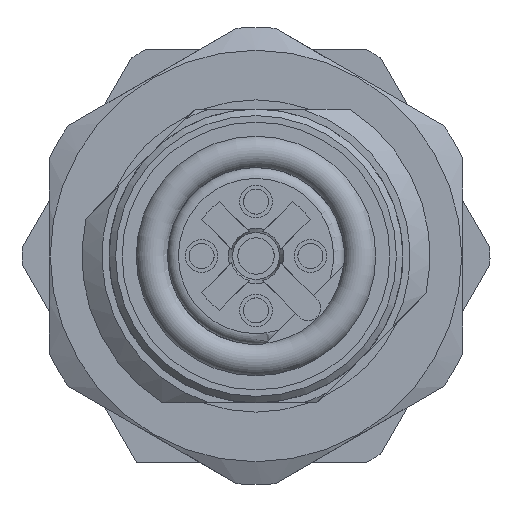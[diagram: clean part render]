
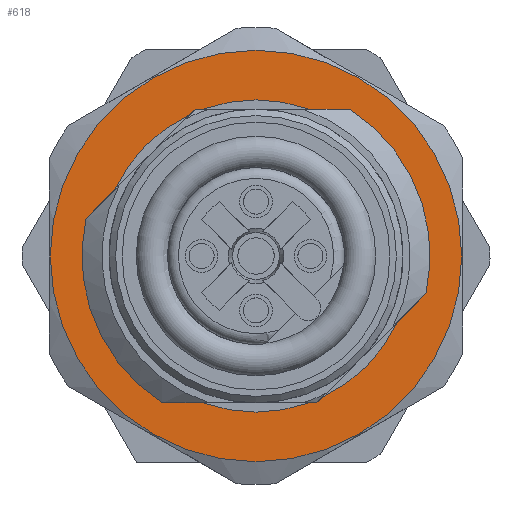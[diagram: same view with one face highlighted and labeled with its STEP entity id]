
A CAD part, front view. The second image highlights one B-rep face of the part: STEP entity #618.
In plain terms, the highlighted planar face has unit normal (0, -1, 0).
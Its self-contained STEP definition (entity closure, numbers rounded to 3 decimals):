
#142=PLANE('',#3730);
#618=ADVANCED_FACE('',(#1147,#1148),#142,.T.);
#835=LINE('',#6852,#1014);
#841=LINE('',#6863,#1020);
#843=LINE('',#6867,#1022);
#844=LINE('',#6869,#1023);
#849=LINE('',#6878,#1028);
#855=LINE('',#6889,#1034);
#857=LINE('',#6893,#1036);
#862=LINE('',#6902,#1041);
#1014=VECTOR('',#4610,1.);
#1020=VECTOR('',#4616,1.);
#1022=VECTOR('',#4620,1.);
#1023=VECTOR('',#4621,1.);
#1028=VECTOR('',#4628,1.);
#1034=VECTOR('',#4634,1.);
#1036=VECTOR('',#4638,1.);
#1041=VECTOR('',#4643,1.);
#1147=FACE_BOUND('',#1392,.T.);
#1148=FACE_BOUND('',#1393,.T.);
#1392=EDGE_LOOP('',(#2246));
#1393=EDGE_LOOP('',(#2247,#2248,#2249,#2250,#2251,#2252,#2253,#2254,#2255,
#2256,#2257,#2258,#2259,#2260));
#2246=ORIENTED_EDGE('',*,*,#3106,.F.);
#2247=ORIENTED_EDGE('',*,*,#3084,.F.);
#2248=ORIENTED_EDGE('',*,*,#3107,.F.);
#2249=ORIENTED_EDGE('',*,*,#3078,.F.);
#2250=ORIENTED_EDGE('',*,*,#2685,.T.);
#2251=ORIENTED_EDGE('',*,*,#3105,.F.);
#2252=ORIENTED_EDGE('',*,*,#3108,.F.);
#2253=ORIENTED_EDGE('',*,*,#3100,.F.);
#2254=ORIENTED_EDGE('',*,*,#3098,.F.);
#2255=ORIENTED_EDGE('',*,*,#3109,.F.);
#2256=ORIENTED_EDGE('',*,*,#3092,.F.);
#2257=ORIENTED_EDGE('',*,*,#2794,.T.);
#2258=ORIENTED_EDGE('',*,*,#3086,.T.);
#2259=ORIENTED_EDGE('',*,*,#3110,.F.);
#2260=ORIENTED_EDGE('',*,*,#3087,.T.);
#2373=VERTEX_POINT('',#4765);
#2374=VERTEX_POINT('',#4766);
#2456=VERTEX_POINT('',#5117);
#2457=VERTEX_POINT('',#5118);
#2631=VERTEX_POINT('',#6853);
#2635=VERTEX_POINT('',#6862);
#2636=VERTEX_POINT('',#6864);
#2637=VERTEX_POINT('',#6868);
#2638=VERTEX_POINT('',#6870);
#2641=VERTEX_POINT('',#6879);
#2645=VERTEX_POINT('',#6888);
#2646=VERTEX_POINT('',#6890);
#2647=VERTEX_POINT('',#6894);
#2650=VERTEX_POINT('',#6901);
#2651=VERTEX_POINT('',#6905);
#2685=EDGE_CURVE('',#2373,#2374,#3156,.T.);
#2794=EDGE_CURVE('',#2456,#2457,#3209,.T.);
#3078=EDGE_CURVE('',#2373,#2631,#835,.T.);
#3084=EDGE_CURVE('',#2635,#2636,#841,.T.);
#3086=EDGE_CURVE('',#2457,#2637,#843,.T.);
#3087=EDGE_CURVE('',#2638,#2636,#844,.T.);
#3092=EDGE_CURVE('',#2456,#2641,#849,.T.);
#3098=EDGE_CURVE('',#2645,#2646,#855,.T.);
#3100=EDGE_CURVE('',#2646,#2647,#857,.T.);
#3105=EDGE_CURVE('',#2650,#2374,#862,.T.);
#3106=EDGE_CURVE('',#2651,#2651,#3344,.T.);
#3107=EDGE_CURVE('',#2631,#2635,#3345,.T.);
#3108=EDGE_CURVE('',#2647,#2650,#3346,.T.);
#3109=EDGE_CURVE('',#2641,#2645,#3347,.T.);
#3110=EDGE_CURVE('',#2638,#2637,#3348,.T.);
#3156=CIRCLE('',#3372,8.);
#3209=CIRCLE('',#3479,8.);
#3344=CIRCLE('',#3725,9.45);
#3345=CIRCLE('',#3726,7.172);
#3346=CIRCLE('',#3727,7.172);
#3347=CIRCLE('',#3728,7.172);
#3348=CIRCLE('',#3729,7.172);
#3372=AXIS2_PLACEMENT_3D('',#4764,#3783,#3784);
#3479=AXIS2_PLACEMENT_3D('',#5116,#4039,#4040);
#3725=AXIS2_PLACEMENT_3D('',#6904,#4646,#4647);
#3726=AXIS2_PLACEMENT_3D('',#6906,#4648,#4649);
#3727=AXIS2_PLACEMENT_3D('',#6907,#4650,#4651);
#3728=AXIS2_PLACEMENT_3D('',#6908,#4652,#4653);
#3729=AXIS2_PLACEMENT_3D('',#6909,#4654,#4655);
#3730=AXIS2_PLACEMENT_3D('',#6910,#4656,#4657);
#3783=DIRECTION('',(0.,1.,0.));
#3784=DIRECTION('',(0.,0.,-1.));
#4039=DIRECTION('',(0.,1.,0.));
#4040=DIRECTION('',(0.,0.,-1.));
#4610=DIRECTION('',(1.,0.,0.));
#4616=DIRECTION('',(1.,0.,0.));
#4620=DIRECTION('',(-0.707,0.,-0.707));
#4621=DIRECTION('',(-0.707,0.,-0.707));
#4628=DIRECTION('',(-1.,0.,0.));
#4634=DIRECTION('',(-1.,0.,0.));
#4638=DIRECTION('',(-0.707,0.,-0.707));
#4643=DIRECTION('',(-0.707,0.,-0.707));
#4646=DIRECTION('',(0.,1.,0.));
#4647=DIRECTION('',(-1.,0.,0.));
#4648=DIRECTION('',(0.,-1.,0.));
#4649=DIRECTION('',(1.,0.,0.));
#4650=DIRECTION('',(0.,-1.,0.));
#4651=DIRECTION('',(1.,0.,0.));
#4652=DIRECTION('',(0.,-1.,0.));
#4653=DIRECTION('',(1.,0.,0.));
#4654=DIRECTION('',(0.,-1.,0.));
#4655=DIRECTION('',(1.,0.,0.));
#4656=DIRECTION('',(0.,-1.,0.));
#4657=DIRECTION('',(1.,0.,0.));
#4764=CARTESIAN_POINT('',(50.,41.7,0.));
#4765=CARTESIAN_POINT('',(45.706,41.7,-6.75));
#4766=CARTESIAN_POINT('',(42.191,41.7,1.737));
#5116=CARTESIAN_POINT('',(50.,41.7,0.));
#5117=CARTESIAN_POINT('',(54.294,41.7,6.75));
#5118=CARTESIAN_POINT('',(57.809,41.7,-1.737));
#6852=CARTESIAN_POINT('',(59.5,41.7,-6.75));
#6853=CARTESIAN_POINT('',(47.576,41.7,-6.75));
#6862=CARTESIAN_POINT('',(52.424,41.7,-6.75));
#6863=CARTESIAN_POINT('',(59.5,41.7,-6.75));
#6864=CARTESIAN_POINT('',(52.796,41.7,-6.75));
#6867=CARTESIAN_POINT('',(51.737,41.7,-7.809));
#6868=CARTESIAN_POINT('',(56.487,41.7,-3.059));
#6869=CARTESIAN_POINT('',(51.737,41.7,-7.809));
#6870=CARTESIAN_POINT('',(53.059,41.7,-6.487));
#6878=CARTESIAN_POINT('',(40.5,41.7,6.75));
#6879=CARTESIAN_POINT('',(52.424,41.7,6.75));
#6888=CARTESIAN_POINT('',(47.576,41.7,6.75));
#6889=CARTESIAN_POINT('',(40.5,41.7,6.75));
#6890=CARTESIAN_POINT('',(47.204,41.7,6.75));
#6893=CARTESIAN_POINT('',(42.191,41.7,1.737));
#6894=CARTESIAN_POINT('',(46.941,41.7,6.487));
#6901=CARTESIAN_POINT('',(43.513,41.7,3.059));
#6902=CARTESIAN_POINT('',(42.191,41.7,1.737));
#6904=CARTESIAN_POINT('',(50.,41.7,0.));
#6905=CARTESIAN_POINT('',(40.55,41.7,0.));
#6906=CARTESIAN_POINT('',(50.,41.7,0.));
#6907=CARTESIAN_POINT('',(50.,41.7,0.));
#6908=CARTESIAN_POINT('',(50.,41.7,0.));
#6909=CARTESIAN_POINT('',(50.,41.7,0.));
#6910=CARTESIAN_POINT('',(50.,41.7,0.));
